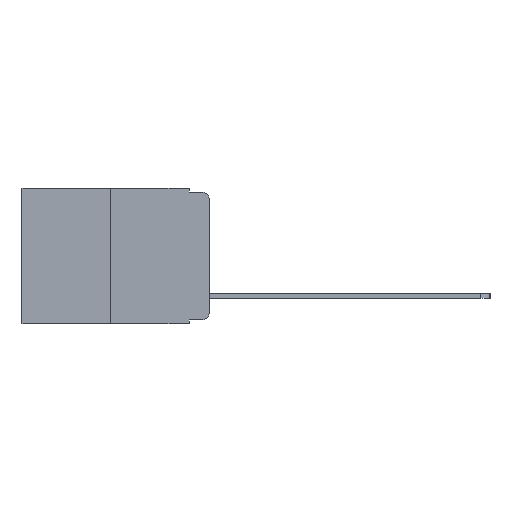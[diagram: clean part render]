
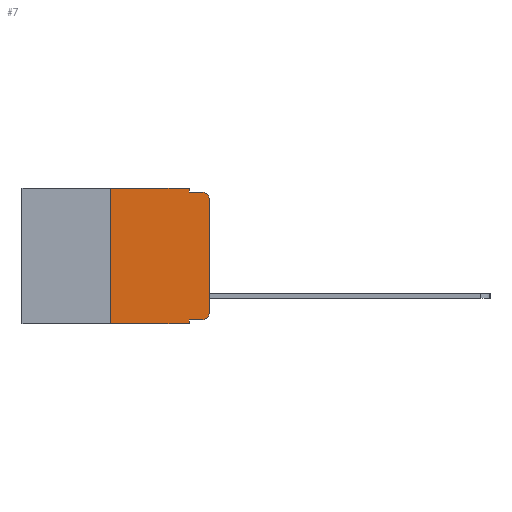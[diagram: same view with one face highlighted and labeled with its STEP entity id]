
A CAD part, left-side view. The second image highlights one B-rep face of the part: STEP entity #7.
In plain terms, the highlighted planar face has unit normal (-1, 0, 0).
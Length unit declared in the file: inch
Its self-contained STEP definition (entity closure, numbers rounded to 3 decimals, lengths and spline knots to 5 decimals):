
#7 = ADVANCED_FACE ( 'NONE', ( #11002 ), #8953, .F. ) ;
#85 = ORIENTED_EDGE ( 'NONE', *, *, #5904, .T. ) ;
#224 = ORIENTED_EDGE ( 'NONE', *, *, #2077, .T. ) ;
#449 = LINE ( 'NONE', #11150, #6355 ) ;
#780 = ORIENTED_EDGE ( 'NONE', *, *, #8693, .T. ) ;
#1460 = VERTEX_POINT ( 'NONE', #10225 ) ;
#1882 = DIRECTION ( 'NONE',  ( 0., 0., -1. ) ) ;
#2077 = EDGE_CURVE ( 'NONE', #12753, #1460, #10734, .T. ) ;
#2688 = ORIENTED_EDGE ( 'NONE', *, *, #8272, .F. ) ;
#2705 = LINE ( 'NONE', #5125, #9751 ) ;
#3009 = CARTESIAN_POINT ( 'NONE',  ( 0., 0.051, -0.333 ) ) ;
#3035 = VECTOR ( 'NONE', #12800, 39.37008 ) ;
#3045 = ORIENTED_EDGE ( 'NONE', *, *, #14718, .F. ) ;
#3051 = CARTESIAN_POINT ( 'NONE',  ( 0., 0.25, -0.343 ) ) ;
#3145 = EDGE_LOOP ( 'NONE', ( #780, #10993, #10712, #2688, #3045, #4525, #9459, #10000, #85, #224 ) ) ;
#3450 = LINE ( 'NONE', #15242, #3035 ) ;
#4525 = ORIENTED_EDGE ( 'NONE', *, *, #13451, .F. ) ;
#4538 = VECTOR ( 'NONE', #7947, 39.37008 ) ;
#4576 = DIRECTION ( 'NONE',  ( 0., 0., -1. ) ) ;
#4806 = LINE ( 'NONE', #12890, #11751 ) ;
#4807 = EDGE_CURVE ( 'NONE', #11900, #9154, #8537, .T. ) ;
#5125 = CARTESIAN_POINT ( 'NONE',  ( 0., 0.051, -0.01 ) ) ;
#5156 = VERTEX_POINT ( 'NONE', #8574 ) ;
#5904 = EDGE_CURVE ( 'NONE', #16397, #12753, #4806, .T. ) ;
#6124 = LINE ( 'NONE', #15105, #12630 ) ;
#6292 = DIRECTION ( 'NONE',  ( 1., 0., 0. ) ) ;
#6355 = VECTOR ( 'NONE', #1882, 39.37008 ) ;
#6463 = CARTESIAN_POINT ( 'NONE',  ( 0., 0.473, -0.343 ) ) ;
#7272 = CARTESIAN_POINT ( 'NONE',  ( 0., 0.02, -0.333 ) ) ;
#7329 = AXIS2_PLACEMENT_3D ( 'NONE', #7666, #6292, #8836 ) ;
#7401 = EDGE_CURVE ( 'NONE', #8812, #10616, #10909, .T. ) ;
#7641 = VECTOR ( 'NONE', #4576, 39.37008 ) ;
#7666 = CARTESIAN_POINT ( 'NONE',  ( 0., 0.473, 0. ) ) ;
#7947 = DIRECTION ( 'NONE',  ( 0., 0., 1. ) ) ;
#8136 = VECTOR ( 'NONE', #9774, 39.37008 ) ;
#8272 = EDGE_CURVE ( 'NONE', #11804, #9264, #11497, .T. ) ;
#8285 = CARTESIAN_POINT ( 'NONE',  ( 0., 0.02, -0.03 ) ) ;
#8412 = DIRECTION ( 'NONE',  ( 0., 0., -1. ) ) ;
#8432 = DIRECTION ( 'NONE',  ( -1., 0., 0. ) ) ;
#8537 = LINE ( 'NONE', #6463, #8136 ) ;
#8574 = CARTESIAN_POINT ( 'NONE',  ( 0., 0.25, 0. ) ) ;
#8693 = EDGE_CURVE ( 'NONE', #1460, #8812, #11894, .T. ) ;
#8780 = DIRECTION ( 'NONE',  ( 0., -1., 0. ) ) ;
#8812 = VERTEX_POINT ( 'NONE', #13310 ) ;
#8836 = DIRECTION ( 'NONE',  ( 0., 0., -1. ) ) ;
#8953 = PLANE ( 'NONE',  #7329 ) ;
#9154 = VERTEX_POINT ( 'NONE', #12744 ) ;
#9264 = VERTEX_POINT ( 'NONE', #10387 ) ;
#9459 = ORIENTED_EDGE ( 'NONE', *, *, #4807, .T. ) ;
#9462 = CARTESIAN_POINT ( 'NONE',  ( 0., 0.051, 0. ) ) ;
#9751 = VECTOR ( 'NONE', #12913, 39.37008 ) ;
#9774 = DIRECTION ( 'NONE',  ( 0., -1., 0. ) ) ;
#9840 = DIRECTION ( 'NONE',  ( 0., 0., -1. ) ) ;
#10000 = ORIENTED_EDGE ( 'NONE', *, *, #14082, .F. ) ;
#10015 = AXIS2_PLACEMENT_3D ( 'NONE', #8285, #8432, #8412 ) ;
#10225 = CARTESIAN_POINT ( 'NONE',  ( 0., 0., -0.313 ) ) ;
#10387 = CARTESIAN_POINT ( 'NONE',  ( 0., 0.051, -0.01 ) ) ;
#10616 = VERTEX_POINT ( 'NONE', #14469 ) ;
#10712 = ORIENTED_EDGE ( 'NONE', *, *, #16138, .F. ) ;
#10734 = CIRCLE ( 'NONE', #13353, 0.02 ) ;
#10909 = CIRCLE ( 'NONE', #10015, 0.02 ) ;
#10993 = ORIENTED_EDGE ( 'NONE', *, *, #7401, .T. ) ;
#11002 = FACE_OUTER_BOUND ( 'NONE', #3145, .T. ) ;
#11150 = CARTESIAN_POINT ( 'NONE',  ( 0., 0.051, 0. ) ) ;
#11461 = CARTESIAN_POINT ( 'NONE',  ( 0., 0.02, -0.313 ) ) ;
#11497 = LINE ( 'NONE', #12393, #7641 ) ;
#11751 = VECTOR ( 'NONE', #16127, 39.37008 ) ;
#11804 = VERTEX_POINT ( 'NONE', #9462 ) ;
#11894 = LINE ( 'NONE', #15519, #4538 ) ;
#11900 = VERTEX_POINT ( 'NONE', #3051 ) ;
#12393 = CARTESIAN_POINT ( 'NONE',  ( 0., 0.051, 0. ) ) ;
#12630 = VECTOR ( 'NONE', #8780, 39.37008 ) ;
#12744 = CARTESIAN_POINT ( 'NONE',  ( 0., 0.051, -0.343 ) ) ;
#12753 = VERTEX_POINT ( 'NONE', #7272 ) ;
#12800 = DIRECTION ( 'NONE',  ( 0., 0., 1. ) ) ;
#12890 = CARTESIAN_POINT ( 'NONE',  ( 0., 0.051, -0.333 ) ) ;
#12913 = DIRECTION ( 'NONE',  ( 0., -1., 0. ) ) ;
#13310 = CARTESIAN_POINT ( 'NONE',  ( 0., 0., -0.03 ) ) ;
#13353 = AXIS2_PLACEMENT_3D ( 'NONE', #11461, #13416, #9840 ) ;
#13416 = DIRECTION ( 'NONE',  ( -1., 0., 0. ) ) ;
#13451 = EDGE_CURVE ( 'NONE', #11900, #5156, #3450, .T. ) ;
#14082 = EDGE_CURVE ( 'NONE', #16397, #9154, #449, .T. ) ;
#14469 = CARTESIAN_POINT ( 'NONE',  ( 0., 0.02, -0.01 ) ) ;
#14718 = EDGE_CURVE ( 'NONE', #5156, #11804, #6124, .T. ) ;
#15105 = CARTESIAN_POINT ( 'NONE',  ( 0., 0.473, 0. ) ) ;
#15242 = CARTESIAN_POINT ( 'NONE',  ( 0., 0.25, 0. ) ) ;
#15519 = CARTESIAN_POINT ( 'NONE',  ( 0., 0., 0. ) ) ;
#16127 = DIRECTION ( 'NONE',  ( 0., -1., 0. ) ) ;
#16138 = EDGE_CURVE ( 'NONE', #9264, #10616, #2705, .T. ) ;
#16397 = VERTEX_POINT ( 'NONE', #3009 ) ;
